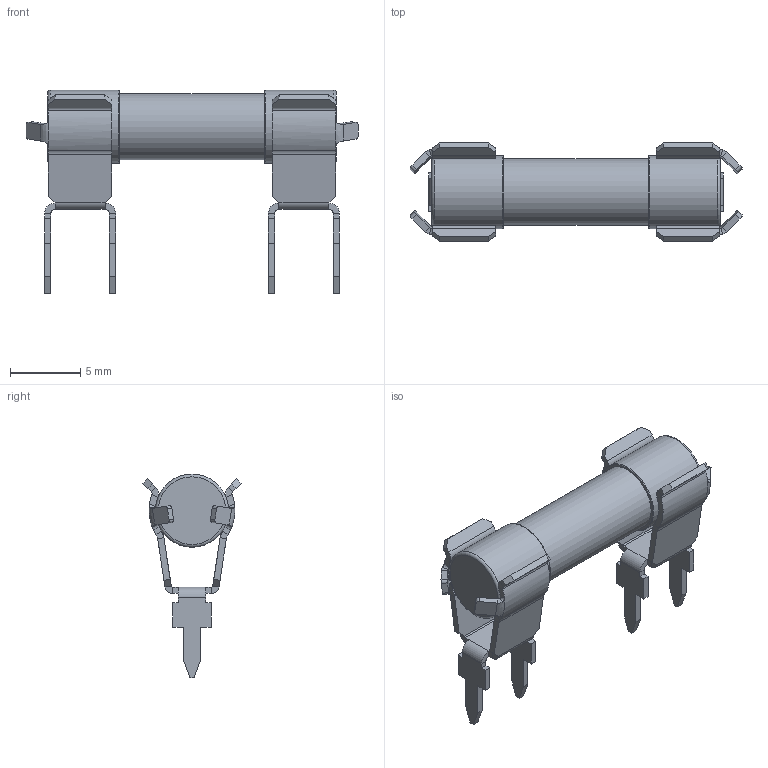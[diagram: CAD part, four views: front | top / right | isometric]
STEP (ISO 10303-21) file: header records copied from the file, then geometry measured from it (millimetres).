
FILE_DESCRIPTION(('STEP AP214'), '1');
FILE_NAME('LF_0100_0020_218', '2017-04-08T22:47:07', ('Nobody'), (''), 'ASCON STEP Converter 1.3', 'ASCON Math Kernel', '');
FILE_SCHEMA(('AUTOMOTIVE_DESIGN { 1 0 10303 214 3 1 1}'));
Length unit declared in the file: millimetre
Assembly tree (2 placements, depth 2):
  (unnamed)
    (unnamed)
    (unnamed)
Bounding box: 23.58 x 6.97 x 14.48 mm (x, y, z)
Volume: 270.7 mm3; surface area: 1459.9 mm2
Topology: 6 solids, 6 shells, 281 faces, 641 edges, 374 vertices
Faces by surface type: plane 198, cylinder 55, bspline 24, torus 4
Full cylindrical faces by diameter (mm): 0.1 x1, 3.7 x1, 4.7 x1, 4.8 x2, 5.2 x2
Entity records: 11383 total; most frequent: CARTESIAN_POINT 2800, ORIENTED_EDGE 1252, DIRECTION 1236, EDGE_CURVE 626, LINE 448, VECTOR 448, AXIS2_PLACEMENT_3D 394, VERTEX_POINT 370
